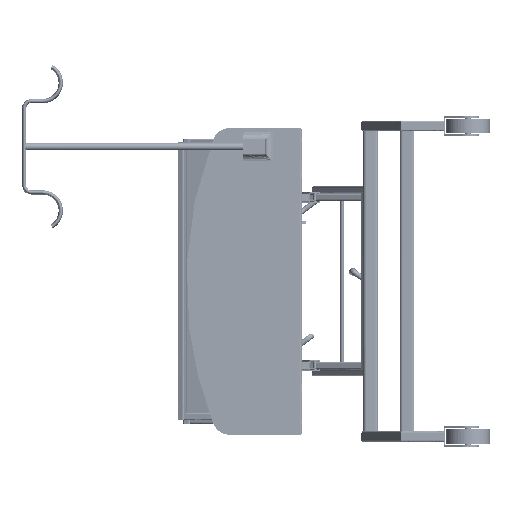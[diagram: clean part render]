
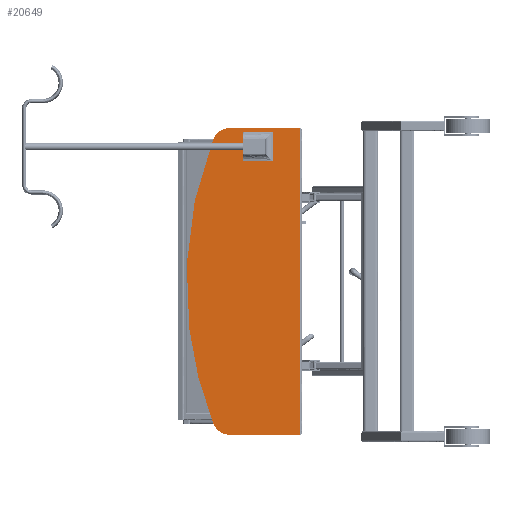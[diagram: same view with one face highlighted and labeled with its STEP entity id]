
A CAD part, left-side view. The second image highlights one B-rep face of the part: STEP entity #20649.
In plain terms, the highlighted free-form (B-spline) face has degree [1, 1] with [2, 2] control points.
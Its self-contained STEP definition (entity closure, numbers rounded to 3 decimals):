
#20649 = ADVANCED_FACE('',(#20650,#20697),#20727,.F.);
#20650 = FACE_BOUND('',#20651,.T.);
#20651 = EDGE_LOOP('',(#20652,#20661,#20668,#20675,#20683,#20691));
#20652 = ORIENTED_EDGE('',*,*,#20653,.T.);
#20653 = EDGE_CURVE('',#20654,#20656,#20658,.T.);
#20654 = VERTEX_POINT('',#20655);
#20655 = CARTESIAN_POINT('',(-1241.939,653.589,
    -1140.694));
#20656 = VERTEX_POINT('',#20657);
#20657 = CARTESIAN_POINT('',(-1241.939,397.012,
    -1140.694));
#20658 = B_SPLINE_CURVE_WITH_KNOTS('',1,(#20659,#20660),.UNSPECIFIED.,
  .F.,.F.,(2,2),(-190.066,0.),.PIECEWISE_BEZIER_KNOTS.);
#20659 = CARTESIAN_POINT('',(-1241.939,653.589,
    -1140.694));
#20660 = CARTESIAN_POINT('',(-1241.939,397.012,
    -1140.694));
#20661 = ORIENTED_EDGE('',*,*,#20662,.F.);
#20662 = EDGE_CURVE('',#20663,#20656,#20665,.T.);
#20663 = VERTEX_POINT('',#20664);
#20664 = CARTESIAN_POINT('',(-1241.939,397.012,
    -6.75));
#20665 = B_SPLINE_CURVE_WITH_KNOTS('',1,(#20666,#20667),.UNSPECIFIED.,
  .F.,.F.,(2,2),(-20.,820.),.PIECEWISE_BEZIER_KNOTS.);
#20666 = CARTESIAN_POINT('',(-1241.939,397.012,
    -6.75));
#20667 = CARTESIAN_POINT('',(-1241.939,397.012,
    -1140.694));
#20668 = ORIENTED_EDGE('',*,*,#20669,.T.);
#20669 = EDGE_CURVE('',#20663,#20670,#20672,.T.);
#20670 = VERTEX_POINT('',#20671);
#20671 = CARTESIAN_POINT('',(-1241.939,653.589,
    -6.75));
#20672 = B_SPLINE_CURVE_WITH_KNOTS('',1,(#20673,#20674),.UNSPECIFIED.,
  .F.,.F.,(2,2),(-23.6,166.466),.PIECEWISE_BEZIER_KNOTS.);
#20673 = CARTESIAN_POINT('',(-1241.939,397.012,
    -6.75));
#20674 = CARTESIAN_POINT('',(-1241.939,653.589,
    -6.75));
#20675 = ORIENTED_EDGE('',*,*,#20676,.T.);
#20676 = EDGE_CURVE('',#20670,#20677,#20679,.T.);
#20677 = VERTEX_POINT('',#20678);
#20678 = CARTESIAN_POINT('',(-1241.939,716.446,
    -49.654));
#20679 = ( BOUNDED_CURVE() B_SPLINE_CURVE(2,(#20680,#20681,#20682),
.UNSPECIFIED.,.F.,.F.) B_SPLINE_CURVE_WITH_KNOTS((3,3),(3.142,
4.339),.PIECEWISE_BEZIER_KNOTS.) CURVE() 
GEOMETRIC_REPRESENTATION_ITEM() RATIONAL_B_SPLINE_CURVE((1.,
0.826,1.)) REPRESENTATION_ITEM('') );
#20680 = CARTESIAN_POINT('',(-1241.939,653.589,
    -6.75));
#20681 = CARTESIAN_POINT('',(-1241.939,699.66,
    -6.75));
#20682 = CARTESIAN_POINT('',(-1241.939,716.446,
    -49.654));
#20683 = ORIENTED_EDGE('',*,*,#20684,.T.);
#20684 = EDGE_CURVE('',#20677,#20685,#20687,.T.);
#20685 = VERTEX_POINT('',#20686);
#20686 = CARTESIAN_POINT('',(-1241.939,716.446,
    -1097.79));
#20687 = ( BOUNDED_CURVE() B_SPLINE_CURVE(2,(#20688,#20689,#20690),
.UNSPECIFIED.,.F.,.F.) B_SPLINE_CURVE_WITH_KNOTS((3,3),(4.339,
5.085),.PIECEWISE_BEZIER_KNOTS.) CURVE() 
GEOMETRIC_REPRESENTATION_ITEM() RATIONAL_B_SPLINE_CURVE((1.,
0.931,1.)) REPRESENTATION_ITEM('') );
#20688 = CARTESIAN_POINT('',(-1241.939,716.446,
    -49.654));
#20689 = CARTESIAN_POINT('',(-1241.939,921.487,
    -573.722));
#20690 = CARTESIAN_POINT('',(-1241.939,716.446,
    -1097.79));
#20691 = ORIENTED_EDGE('',*,*,#20692,.T.);
#20692 = EDGE_CURVE('',#20685,#20654,#20693,.T.);
#20693 = ( BOUNDED_CURVE() B_SPLINE_CURVE(2,(#20694,#20695,#20696),
.UNSPECIFIED.,.F.,.F.) B_SPLINE_CURVE_WITH_KNOTS((3,3),(5.085,
6.283),.PIECEWISE_BEZIER_KNOTS.) CURVE() 
GEOMETRIC_REPRESENTATION_ITEM() RATIONAL_B_SPLINE_CURVE((1.,
0.826,1.)) REPRESENTATION_ITEM('') );
#20694 = CARTESIAN_POINT('',(-1241.939,716.446,
    -1097.79));
#20695 = CARTESIAN_POINT('',(-1241.939,699.66,
    -1140.694));
#20696 = CARTESIAN_POINT('',(-1241.939,653.589,
    -1140.694));
#20697 = FACE_BOUND('',#20698,.T.);
#20698 = EDGE_LOOP('',(#20699,#20708,#20715,#20722));
#20699 = ORIENTED_EDGE('',*,*,#20700,.T.);
#20700 = EDGE_CURVE('',#20701,#20703,#20705,.T.);
#20701 = VERTEX_POINT('',#20702);
#20702 = CARTESIAN_POINT('',(-1241.939,496.367,
    -130.65));
#20703 = VERTEX_POINT('',#20704);
#20704 = CARTESIAN_POINT('',(-1241.939,604.362,
    -130.65));
#20705 = B_SPLINE_CURVE_WITH_KNOTS('',1,(#20706,#20707),.UNSPECIFIED.,
  .F.,.F.,(2,2),(-80.,0.),.PIECEWISE_BEZIER_KNOTS.);
#20706 = CARTESIAN_POINT('',(-1241.939,496.367,
    -130.65));
#20707 = CARTESIAN_POINT('',(-1241.939,604.362,
    -130.65));
#20708 = ORIENTED_EDGE('',*,*,#20709,.F.);
#20709 = EDGE_CURVE('',#20710,#20703,#20712,.T.);
#20710 = VERTEX_POINT('',#20711);
#20711 = CARTESIAN_POINT('',(-1241.939,604.362,
    -22.655));
#20712 = B_SPLINE_CURVE_WITH_KNOTS('',1,(#20713,#20714),.UNSPECIFIED.,
  .F.,.F.,(2,2),(-20.,60.),.PIECEWISE_BEZIER_KNOTS.);
#20713 = CARTESIAN_POINT('',(-1241.939,604.362,
    -22.655));
#20714 = CARTESIAN_POINT('',(-1241.939,604.362,
    -130.65));
#20715 = ORIENTED_EDGE('',*,*,#20716,.T.);
#20716 = EDGE_CURVE('',#20710,#20717,#20719,.T.);
#20717 = VERTEX_POINT('',#20718);
#20718 = CARTESIAN_POINT('',(-1241.939,496.367,
    -22.655));
#20719 = B_SPLINE_CURVE_WITH_KNOTS('',1,(#20720,#20721),.UNSPECIFIED.,
  .F.,.F.,(2,2),(-60.,20.),.PIECEWISE_BEZIER_KNOTS.);
#20720 = CARTESIAN_POINT('',(-1241.939,604.362,
    -22.655));
#20721 = CARTESIAN_POINT('',(-1241.939,496.367,
    -22.655));
#20722 = ORIENTED_EDGE('',*,*,#20723,.T.);
#20723 = EDGE_CURVE('',#20717,#20701,#20724,.T.);
#20724 = B_SPLINE_CURVE_WITH_KNOTS('',1,(#20725,#20726),.UNSPECIFIED.,
  .F.,.F.,(2,2),(-8.218,71.782),
  .PIECEWISE_BEZIER_KNOTS.);
#20725 = CARTESIAN_POINT('',(-1241.939,496.367,
    -22.655));
#20726 = CARTESIAN_POINT('',(-1241.939,496.367,
    -130.65));
#20727 = B_SPLINE_SURFACE_WITH_KNOTS('',1,1,(
    (#20728,#20729)
    ,(#20730,#20731
  )),.UNSPECIFIED.,.F.,.F.,.F.,(2,2),(2,2),(-20.,820.),(0.,
    309.871),.PIECEWISE_BEZIER_KNOTS.);
#20728 = CARTESIAN_POINT('',(-1241.939,397.012,
    -6.75));
#20729 = CARTESIAN_POINT('',(-1241.939,815.317,
    -6.75));
#20730 = CARTESIAN_POINT('',(-1241.939,397.012,
    -1140.694));
#20731 = CARTESIAN_POINT('',(-1241.939,815.317,
    -1140.694));
